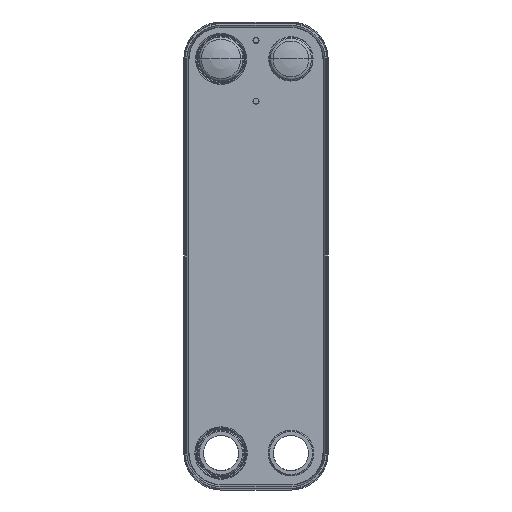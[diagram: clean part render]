
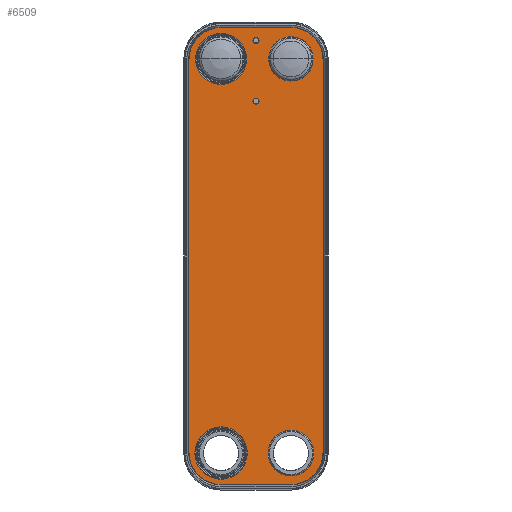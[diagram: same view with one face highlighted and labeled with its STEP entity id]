
A CAD part, front view. The second image highlights one B-rep face of the part: STEP entity #6509.
In plain terms, the highlighted planar face has unit normal (0, -1, 0).
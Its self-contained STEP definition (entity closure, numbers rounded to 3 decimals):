
#4530=CARTESIAN_POINT('',(-46.,-2.5,259.5));
#4531=DIRECTION('',(0.,-1.,0.));
#4532=DIRECTION('',(1.,0.,0.));
#4533=AXIS2_PLACEMENT_3D('',#4530,#4531,#4532);
#4535=CARTESIAN_POINT('',(-46.,-2.5,259.5));
#4536=DIRECTION('',(0.,1.,0.));
#4537=DIRECTION('',(1.,0.,0.));
#4538=AXIS2_PLACEMENT_3D('',#4535,#4536,#4537);
#4540=CARTESIAN_POINT('',(-46.,-2.5,-259.5));
#4541=DIRECTION('',(0.,-1.,0.));
#4542=DIRECTION('',(1.,0.,0.));
#4543=AXIS2_PLACEMENT_3D('',#4540,#4541,#4542);
#4545=CARTESIAN_POINT('',(-46.,-2.5,-259.5));
#4546=DIRECTION('',(0.,-1.,0.));
#4547=DIRECTION('',(-1.,0.,0.));
#4548=AXIS2_PLACEMENT_3D('',#4545,#4546,#4547);
#4550=DIRECTION('',(-1.,0.,0.));
#4551=VECTOR('',#4550,91.48);
#4552=CARTESIAN_POINT('',(45.74,-2.5,-300.979));
#4553=LINE('',#4552,#4551);
#4554=CARTESIAN_POINT('',(-45.74,-2.5,-258.421));
#4555=DIRECTION('',(0.,1.,0.));
#4556=DIRECTION('',(0.,0.,-1.));
#4557=AXIS2_PLACEMENT_3D('',#4554,#4555,#4556);
#4559=DIRECTION('',(0.,0.,1.));
#4560=VECTOR('',#4559,516.842);
#4561=CARTESIAN_POINT('',(-88.298,-2.5,-258.421));
#4562=LINE('',#4561,#4560);
#4563=CARTESIAN_POINT('',(-45.74,-2.5,258.421));
#4564=DIRECTION('',(0.,1.,0.));
#4565=DIRECTION('',(-1.,0.,0.));
#4566=AXIS2_PLACEMENT_3D('',#4563,#4564,#4565);
#4568=DIRECTION('',(1.,0.,0.));
#4569=VECTOR('',#4568,91.48);
#4570=CARTESIAN_POINT('',(-45.74,-2.5,300.979));
#4571=LINE('',#4570,#4569);
#4572=CARTESIAN_POINT('',(45.74,-2.5,258.421));
#4573=DIRECTION('',(0.,1.,0.));
#4574=DIRECTION('',(0.,0.,1.));
#4575=AXIS2_PLACEMENT_3D('',#4572,#4573,#4574);
#4577=DIRECTION('',(0.,0.,-1.));
#4578=VECTOR('',#4577,516.842);
#4579=CARTESIAN_POINT('',(88.298,-2.5,258.421));
#4580=LINE('',#4579,#4578);
#4581=CARTESIAN_POINT('',(45.74,-2.5,-258.421));
#4582=DIRECTION('',(0.,1.,0.));
#4583=DIRECTION('',(1.,0.,0.));
#4584=AXIS2_PLACEMENT_3D('',#4581,#4582,#4583);
#4586=CARTESIAN_POINT('',(46.,-2.5,-259.5));
#4587=DIRECTION('',(0.,-1.,0.));
#4588=DIRECTION('',(1.,0.,0.));
#4589=AXIS2_PLACEMENT_3D('',#4586,#4587,#4588);
#4591=CARTESIAN_POINT('',(46.,-2.5,-259.5));
#4592=DIRECTION('',(0.,-1.,0.));
#4593=DIRECTION('',(-1.,0.,0.));
#4594=AXIS2_PLACEMENT_3D('',#4591,#4592,#4593);
#4596=CARTESIAN_POINT('',(46.,-2.5,259.5));
#4597=DIRECTION('',(0.,-1.,0.));
#4598=DIRECTION('',(-1.,0.,0.));
#4599=AXIS2_PLACEMENT_3D('',#4596,#4597,#4598);
#4606=CARTESIAN_POINT('',(46.,-2.5,259.5));
#4607=DIRECTION('',(0.,1.,0.));
#4608=DIRECTION('',(-1.,0.,0.));
#4609=AXIS2_PLACEMENT_3D('',#4606,#4607,#4608);
#5945=CARTESIAN_POINT('',(45.74,-2.5,-300.979));
#5947=VERTEX_POINT('',#5945);
#5953=CARTESIAN_POINT('',(-45.74,-2.5,-300.979));
#5955=VERTEX_POINT('',#5953);
#5961=CARTESIAN_POINT('',(-88.298,-2.5,-258.421));
#5963=VERTEX_POINT('',#5961);
#5969=CARTESIAN_POINT('',(-88.298,-2.5,258.421));
#5971=VERTEX_POINT('',#5969);
#5977=CARTESIAN_POINT('',(-45.74,-2.5,300.979));
#5979=VERTEX_POINT('',#5977);
#5985=CARTESIAN_POINT('',(45.74,-2.5,300.979));
#5987=VERTEX_POINT('',#5985);
#5993=CARTESIAN_POINT('',(88.298,-2.5,258.421));
#5995=VERTEX_POINT('',#5993);
#6001=CARTESIAN_POINT('',(88.298,-2.5,-258.421));
#6003=VERTEX_POINT('',#6001);
#6026=CARTESIAN_POINT('',(16.808,-2.5,259.5));
#6028=VERTEX_POINT('',#6026);
#6046=CARTESIAN_POINT('',(75.192,-2.5,259.5));
#6048=VERTEX_POINT('',#6046);
#6070=CARTESIAN_POINT('',(-11.5,-2.5,-259.5));
#6071=CARTESIAN_POINT('',(-80.5,-2.5,-259.5));
#6072=VERTEX_POINT('',#6070);
#6073=VERTEX_POINT('',#6071);
#6094=CARTESIAN_POINT('',(-12.51,-2.5,259.5));
#6095=CARTESIAN_POINT('',(-79.49,-2.5,259.5));
#6096=VERTEX_POINT('',#6094);
#6097=VERTEX_POINT('',#6095);
#6118=CARTESIAN_POINT('',(71.5,-2.5,-259.5));
#6119=CARTESIAN_POINT('',(20.5,-2.5,-259.5));
#6120=VERTEX_POINT('',#6118);
#6121=VERTEX_POINT('',#6119);
#6464=CARTESIAN_POINT('',(45.74,-2.5,-300.979));
#6465=DIRECTION('',(0.,-1.,0.));
#6466=DIRECTION('',(0.,0.,1.));
#6467=AXIS2_PLACEMENT_3D('',#6464,#6465,#6466);
#6468=PLANE('',#6467);
#6470=ORIENTED_EDGE('',*,*,#6469,.T.);
#6472=ORIENTED_EDGE('',*,*,#6471,.T.);
#6474=ORIENTED_EDGE('',*,*,#6473,.T.);
#6476=ORIENTED_EDGE('',*,*,#6475,.T.);
#6478=ORIENTED_EDGE('',*,*,#6477,.T.);
#6480=ORIENTED_EDGE('',*,*,#6479,.T.);
#6482=ORIENTED_EDGE('',*,*,#6481,.T.);
#6484=ORIENTED_EDGE('',*,*,#6483,.T.);
#6485=EDGE_LOOP('',(#6470,#6472,#6474,#6476,#6478,#6480,#6482,#6484));
#6486=FACE_OUTER_BOUND('',#6485,.F.);
#6488=ORIENTED_EDGE('',*,*,#6487,.T.);
#6490=ORIENTED_EDGE('',*,*,#6489,.F.);
#6491=EDGE_LOOP('',(#6488,#6490));
#6492=FACE_BOUND('',#6491,.F.);
#6494=ORIENTED_EDGE('',*,*,#6493,.T.);
#6496=ORIENTED_EDGE('',*,*,#6495,.T.);
#6497=EDGE_LOOP('',(#6494,#6496));
#6498=FACE_BOUND('',#6497,.F.);
#6499=ORIENTED_EDGE('',*,*,#6278,.T.);
#6500=ORIENTED_EDGE('',*,*,#6293,.F.);
#6501=EDGE_LOOP('',(#6499,#6500));
#6502=FACE_BOUND('',#6501,.F.);
#6504=ORIENTED_EDGE('',*,*,#6503,.T.);
#6506=ORIENTED_EDGE('',*,*,#6505,.T.);
#6507=EDGE_LOOP('',(#6504,#6506));
#6508=FACE_BOUND('',#6507,.F.);
#6509=ADVANCED_FACE('',(#6486,#6492,#6498,#6502,#6508),#6468,.T.);
#4534=CIRCLE('',#4533,33.49);
#4539=CIRCLE('',#4538,33.49);
#4544=CIRCLE('',#4543,34.5);
#4549=CIRCLE('',#4548,34.5);
#4558=CIRCLE('',#4557,42.558);
#4567=CIRCLE('',#4566,42.558);
#4576=CIRCLE('',#4575,42.558);
#4585=CIRCLE('',#4584,42.558);
#4590=CIRCLE('',#4589,25.5);
#4595=CIRCLE('',#4594,25.5);
#4600=CIRCLE('',#4599,29.192);
#4610=CIRCLE('',#4609,29.192);
#6278=EDGE_CURVE('',#6096,#6097,#4534,.T.);
#6293=EDGE_CURVE('',#6096,#6097,#4539,.T.);
#6469=EDGE_CURVE('',#5947,#5955,#4553,.T.);
#6471=EDGE_CURVE('',#5955,#5963,#4558,.T.);
#6473=EDGE_CURVE('',#5963,#5971,#4562,.T.);
#6475=EDGE_CURVE('',#5971,#5979,#4567,.T.);
#6477=EDGE_CURVE('',#5979,#5987,#4571,.T.);
#6479=EDGE_CURVE('',#5987,#5995,#4576,.T.);
#6481=EDGE_CURVE('',#5995,#6003,#4580,.T.);
#6483=EDGE_CURVE('',#6003,#5947,#4585,.T.);
#6487=EDGE_CURVE('',#6028,#6048,#4600,.T.);
#6489=EDGE_CURVE('',#6028,#6048,#4610,.T.);
#6493=EDGE_CURVE('',#6072,#6073,#4544,.T.);
#6495=EDGE_CURVE('',#6073,#6072,#4549,.T.);
#6503=EDGE_CURVE('',#6120,#6121,#4590,.T.);
#6505=EDGE_CURVE('',#6121,#6120,#4595,.T.);
